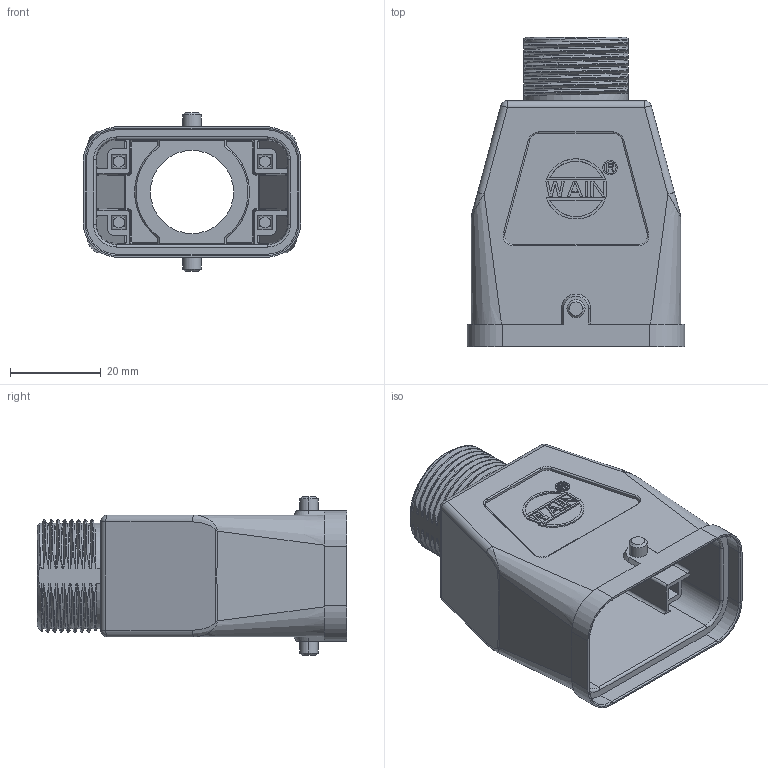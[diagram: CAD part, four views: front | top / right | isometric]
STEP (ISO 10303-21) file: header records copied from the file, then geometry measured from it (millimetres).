
FILE_DESCRIPTION((''),'2;1');
FILE_NAME('HC_P-TE-2B-M25','2021-08-02T',('gq.wu'),(''),'PRO/ENGINEER BY PARAMETRIC TECHNOLOGY CORPORATION, 2012480','PRO/ENGINEER BY PARAMETRIC TECHNOLOGY CORPORATION, 2012480','');
FILE_SCHEMA(('CONFIG_CONTROL_DESIGN'));
Length unit declared in the file: millimetre
Products named in the file (1): HC_P-TE-2B-M25
Bounding box: 48 x 68.2 x 35 mm (x, y, z)
Volume: 18868.1 mm3; surface area: 22121 mm2
Topology: 1 solids, 1 shells, 724 faces, 2019 edges, 1329 vertices
Faces by surface type: plane 412, cylinder 182, bspline 81, cone 19, torus 12, extrusion 10, sphere 8
Entity records: 29008 total; most frequent: CARTESIAN_POINT 11220, ORIENTED_EDGE 4022, DIRECTION 3226, EDGE_CURVE 2011, VERTEX_POINT 1329, VECTOR 1116, LINE 1106, AXIS2_PLACEMENT_3D 1055
